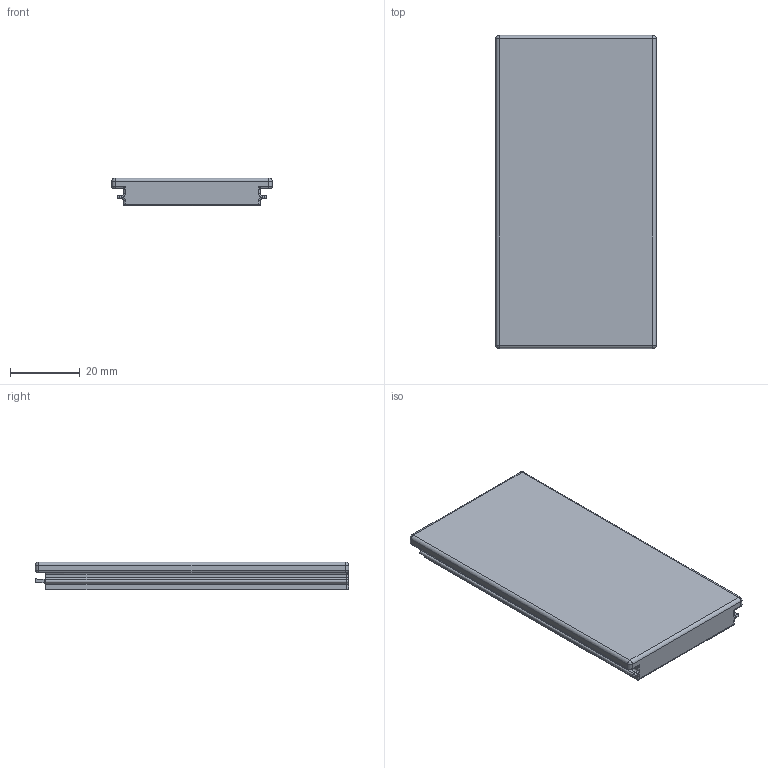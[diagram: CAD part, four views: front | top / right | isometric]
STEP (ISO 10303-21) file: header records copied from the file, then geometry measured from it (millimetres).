
FILE_DESCRIPTION(/* description */ ('','CAx-IF Rec.Pracs.---Representation and Presentation of Product Manufacturing Information (PMI)---4.0---2014-10-13'),/* implementation_level */ '2;1');
FILE_NAME(/* name */ 'Cover.step',/* time_stamp */ '2024-12-16T17:43:53+09:00',/* author */ (''),/* organization */ (''),/* preprocessor_version */ 'ST-DEVELOPER v20',/* originating_system */ 'Autodesk Translation Framework v13.20.0.188',/* authorisation */ '');
FILE_SCHEMA (('AP242_MANAGED_MODEL_BASED_3D_ENGINEERING_MIM_LF { 1 0 10303 442 1 1 4 }'));
Length unit declared in the file: millimetre
Products named in the file (1): Cover
Bounding box: 46.13 x 90 x 8 mm (x, y, z)
Volume: 29830.6 mm3; surface area: 10729.1 mm2
Topology: 1 solids, 1 shells, 81 faces, 185 edges, 102 vertices
Faces by surface type: cylinder 39, plane 26, bspline 6, sphere 6, torus 4
Entity records: 2294 total; most frequent: CARTESIAN_POINT 453, DIRECTION 407, ORIENTED_EDGE 358, EDGE_CURVE 179, AXIS2_PLACEMENT_3D 152, LINE 103, VECTOR 103, VERTEX_POINT 102
